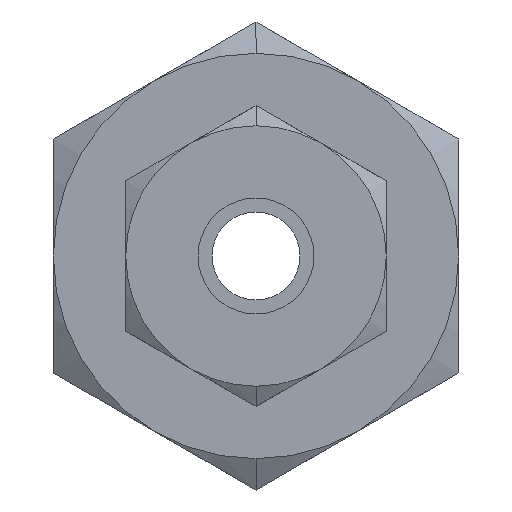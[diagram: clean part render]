
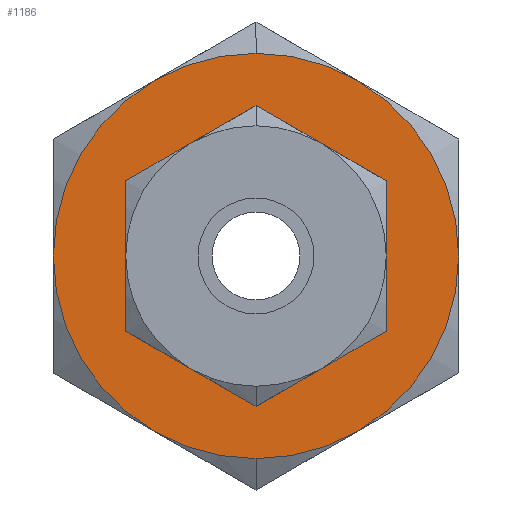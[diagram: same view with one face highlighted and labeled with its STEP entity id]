
A CAD part, left-side view. The second image highlights one B-rep face of the part: STEP entity #1186.
In plain terms, the highlighted planar face has unit normal (-1, 0, 0).
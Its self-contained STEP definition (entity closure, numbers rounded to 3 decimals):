
#31 = EDGE_CURVE ( 'NONE', #2133, #7924, #4338, .T. ) ;
#85 = AXIS2_PLACEMENT_3D ( 'NONE', #6387, #136, #2977 ) ;
#89 = CARTESIAN_POINT ( 'NONE',  ( 17.78, 0., -4.801 ) ) ;
#136 = DIRECTION ( 'NONE',  ( -1., 0., 0. ) ) ;
#179 = CARTESIAN_POINT ( 'NONE',  ( 17.78, -5.555, 9.622 ) ) ;
#375 = DIRECTION ( 'NONE',  ( 0., -0.5, -0.866 ) ) ;
#397 = CIRCLE ( 'NONE', #7841, 11.11 ) ;
#518 = EDGE_CURVE ( 'NONE', #1544, #8114, #1676, .T. ) ;
#589 = ORIENTED_EDGE ( 'NONE', *, *, #5432, .T. ) ;
#617 = DIRECTION ( 'NONE',  ( 0., 0.5, -0.866 ) ) ;
#623 = VERTEX_POINT ( 'NONE', #7605 ) ;
#705 = CARTESIAN_POINT ( 'NONE',  ( 17.78, 0., 0. ) ) ;
#829 = EDGE_CURVE ( 'NONE', #5231, #2471, #8245, .T. ) ;
#1024 = DIRECTION ( 'NONE',  ( 0., -1., 0. ) ) ;
#1034 = DIRECTION ( 'NONE',  ( -1., 0., 0. ) ) ;
#1186 = ADVANCED_FACE ( 'NONE', ( #7680, #4960 ), #6932, .F. ) ;
#1247 = ORIENTED_EDGE ( 'NONE', *, *, #518, .T. ) ;
#1260 = AXIS2_PLACEMENT_3D ( 'NONE', #705, #6396, #6488 ) ;
#1319 = CARTESIAN_POINT ( 'NONE',  ( 17.78, 0., 0. ) ) ;
#1371 = ORIENTED_EDGE ( 'NONE', *, *, #9015, .T. ) ;
#1515 = ORIENTED_EDGE ( 'NONE', *, *, #2546, .T. ) ;
#1544 = VERTEX_POINT ( 'NONE', #7388 ) ;
#1676 = CIRCLE ( 'NONE', #6905, 11.11 ) ;
#1980 = ORIENTED_EDGE ( 'NONE', *, *, #7315, .T. ) ;
#2133 = VERTEX_POINT ( 'NONE', #6451 ) ;
#2361 = CARTESIAN_POINT ( 'NONE',  ( 17.78, 0., -11.11 ) ) ;
#2471 = VERTEX_POINT ( 'NONE', #4021 ) ;
#2546 = EDGE_CURVE ( 'NONE', #5722, #4542, #6638, .T. ) ;
#2668 = DIRECTION ( 'NONE',  ( -1., 0., 0. ) ) ;
#2709 = CARTESIAN_POINT ( 'NONE',  ( 17.78, 0., 0. ) ) ;
#2733 = CARTESIAN_POINT ( 'NONE',  ( 17.78, 0., 11.11 ) ) ;
#2751 = DIRECTION ( 'NONE',  ( 0., 0., 1. ) ) ;
#2965 = AXIS2_PLACEMENT_3D ( 'NONE', #1319, #4146, #617 ) ;
#2977 = DIRECTION ( 'NONE',  ( 0., -0.5, 0.866 ) ) ;
#3069 = CIRCLE ( 'NONE', #6040, 11.11 ) ;
#3250 = EDGE_CURVE ( 'NONE', #2471, #1544, #3935, .T. ) ;
#3402 = CIRCLE ( 'NONE', #5492, 4.801 ) ;
#3511 = CARTESIAN_POINT ( 'NONE',  ( 17.78, 0., 0. ) ) ;
#3710 = CARTESIAN_POINT ( 'NONE',  ( 17.78, 11.11, 0. ) ) ;
#3721 = EDGE_CURVE ( 'NONE', #4112, #2133, #3069, .T. ) ;
#3822 = ORIENTED_EDGE ( 'NONE', *, *, #3250, .T. ) ;
#3935 = CIRCLE ( 'NONE', #7366, 11.11 ) ;
#4021 = CARTESIAN_POINT ( 'NONE',  ( 17.78, -5.555, -9.622 ) ) ;
#4066 = EDGE_LOOP ( 'NONE', ( #9177, #4827, #6433, #589, #1980, #4786, #3822, #1247 ) ) ;
#4112 = VERTEX_POINT ( 'NONE', #2733 ) ;
#4146 = DIRECTION ( 'NONE',  ( -1., 0., 0. ) ) ;
#4204 = DIRECTION ( 'NONE',  ( 0., 1., 0. ) ) ;
#4338 = CIRCLE ( 'NONE', #9141, 11.11 ) ;
#4509 = CARTESIAN_POINT ( 'NONE',  ( 17.78, 0., 0. ) ) ;
#4542 = VERTEX_POINT ( 'NONE', #5316 ) ;
#4584 = CARTESIAN_POINT ( 'NONE',  ( 17.78, 0., 0. ) ) ;
#4786 = ORIENTED_EDGE ( 'NONE', *, *, #829, .T. ) ;
#4827 = ORIENTED_EDGE ( 'NONE', *, *, #3721, .T. ) ;
#4960 = FACE_OUTER_BOUND ( 'NONE', #4066, .T. ) ;
#5129 = CARTESIAN_POINT ( 'NONE',  ( 17.78, 0., 0. ) ) ;
#5231 = VERTEX_POINT ( 'NONE', #2361 ) ;
#5264 = DIRECTION ( 'NONE',  ( -1., 0., 0. ) ) ;
#5316 = CARTESIAN_POINT ( 'NONE',  ( 17.78, 0., 4.801 ) ) ;
#5394 = AXIS2_PLACEMENT_3D ( 'NONE', #3511, #8384, #4204 ) ;
#5425 = CARTESIAN_POINT ( 'NONE',  ( 17.78, 0., 0. ) ) ;
#5432 = EDGE_CURVE ( 'NONE', #7924, #623, #397, .T. ) ;
#5492 = AXIS2_PLACEMENT_3D ( 'NONE', #8128, #6104, #6808 ) ;
#5515 = DIRECTION ( 'NONE',  ( -1., 0., 0. ) ) ;
#5558 = DIRECTION ( 'NONE',  ( -1., 0., 0. ) ) ;
#5675 = DIRECTION ( 'NONE',  ( -1., 0., 0. ) ) ;
#5722 = VERTEX_POINT ( 'NONE', #89 ) ;
#5848 = EDGE_CURVE ( 'NONE', #8114, #4112, #8160, .T. ) ;
#6040 = AXIS2_PLACEMENT_3D ( 'NONE', #2709, #5558, #2751 ) ;
#6104 = DIRECTION ( 'NONE',  ( 1., 0., 0. ) ) ;
#6215 = DIRECTION ( 'NONE',  ( 0., 0., -1. ) ) ;
#6387 = CARTESIAN_POINT ( 'NONE',  ( 17.78, 0., 0. ) ) ;
#6396 = DIRECTION ( 'NONE',  ( 1., 0., 0. ) ) ;
#6433 = ORIENTED_EDGE ( 'NONE', *, *, #31, .T. ) ;
#6451 = CARTESIAN_POINT ( 'NONE',  ( 17.78, 5.555, 9.622 ) ) ;
#6488 = DIRECTION ( 'NONE',  ( 0., 0., -1. ) ) ;
#6638 = CIRCLE ( 'NONE', #1260, 4.801 ) ;
#6808 = DIRECTION ( 'NONE',  ( 0., 0., 1. ) ) ;
#6905 = AXIS2_PLACEMENT_3D ( 'NONE', #4509, #5264, #1024 ) ;
#6932 = PLANE ( 'NONE',  #5394 ) ;
#7298 = CIRCLE ( 'NONE', #2965, 11.11 ) ;
#7315 = EDGE_CURVE ( 'NONE', #623, #5231, #7298, .T. ) ;
#7366 = AXIS2_PLACEMENT_3D ( 'NONE', #5129, #1034, #375 ) ;
#7388 = CARTESIAN_POINT ( 'NONE',  ( 17.78, -11.11, 0. ) ) ;
#7583 = DIRECTION ( 'NONE',  ( 0., 0.5, 0.866 ) ) ;
#7605 = CARTESIAN_POINT ( 'NONE',  ( 17.78, 5.555, -9.622 ) ) ;
#7680 = FACE_BOUND ( 'NONE', #8501, .T. ) ;
#7841 = AXIS2_PLACEMENT_3D ( 'NONE', #9227, #5675, #8572 ) ;
#7924 = VERTEX_POINT ( 'NONE', #3710 ) ;
#8114 = VERTEX_POINT ( 'NONE', #179 ) ;
#8128 = CARTESIAN_POINT ( 'NONE',  ( 17.78, 0., 0. ) ) ;
#8160 = CIRCLE ( 'NONE', #85, 11.11 ) ;
#8245 = CIRCLE ( 'NONE', #8525, 11.11 ) ;
#8384 = DIRECTION ( 'NONE',  ( 1., 0., 0. ) ) ;
#8501 = EDGE_LOOP ( 'NONE', ( #1515, #1371 ) ) ;
#8525 = AXIS2_PLACEMENT_3D ( 'NONE', #4584, #2668, #6215 ) ;
#8572 = DIRECTION ( 'NONE',  ( 0., 1., 0. ) ) ;
#9015 = EDGE_CURVE ( 'NONE', #4542, #5722, #3402, .T. ) ;
#9141 = AXIS2_PLACEMENT_3D ( 'NONE', #5425, #5515, #7583 ) ;
#9177 = ORIENTED_EDGE ( 'NONE', *, *, #5848, .T. ) ;
#9227 = CARTESIAN_POINT ( 'NONE',  ( 17.78, 0., 0. ) ) ;
